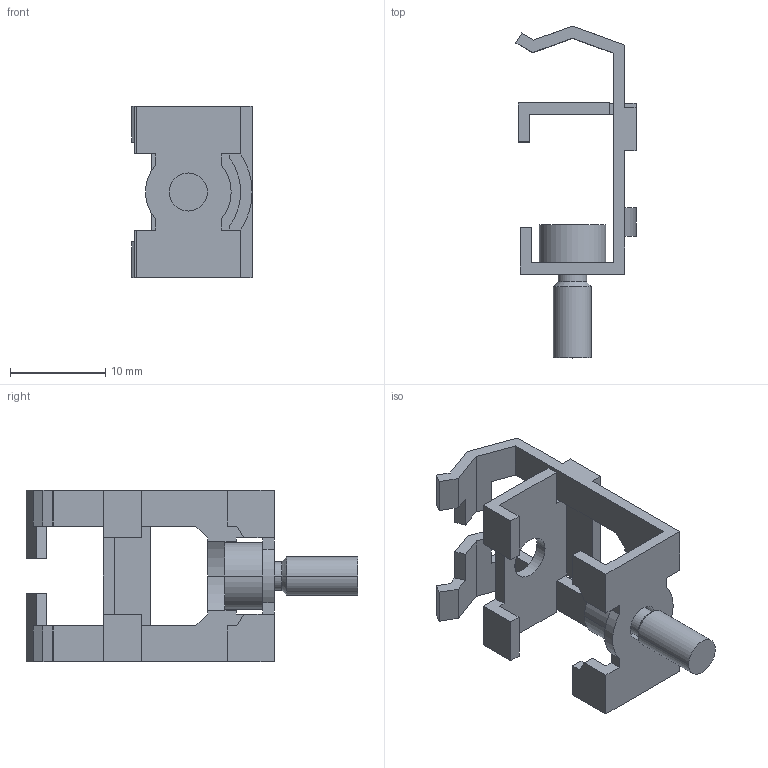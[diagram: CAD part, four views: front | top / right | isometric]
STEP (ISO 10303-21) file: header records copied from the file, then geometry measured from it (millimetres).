
FILE_DESCRIPTION(('SolidDesigner STEP Export'),'2;1');
FILE_NAME('1526_0_SAB_8-D-M5_select.stp','2011-03-10T13:43:50',(''),(''),'CoCreate Modeling STEP processor for AP214 (Solid Model)','CoCreate Modeling 16.00A 16-Aug-2008 (C) Parametric Technology GmbH','');
FILE_SCHEMA(('AUTOMOTIVE_DESIGN { 1 0 10303 214 1 1 1 1 }'));
Length unit declared in the file: millimetre
Products named in the file (2): 1526_0_SAB_8-D-M5_select
Assembly tree (1 placements, depth 2):
  1526_0_SAB_8-D-M5_select
    1526_0_SAB_8-D-M5_select
Bounding box: 12.63 x 34.89 x 18 mm (x, y, z)
Volume: 1196.2 mm3; surface area: 2238.4 mm2
Topology: 1 solids, 1 shells, 110 faces, 312 edges, 204 vertices
Faces by surface type: plane 92, cylinder 16, cone 2
Entity records: 4172 total; most frequent: ORIENTED_EDGE 624, CARTESIAN_POINT 569, DIRECTION 468, EDGE_CURVE 312, VECTOR 262, LINE 262, VERTEX_POINT 204, EDGE_LOOP 116
